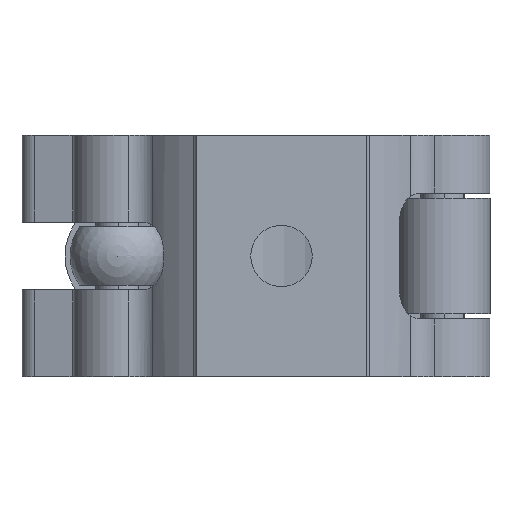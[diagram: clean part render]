
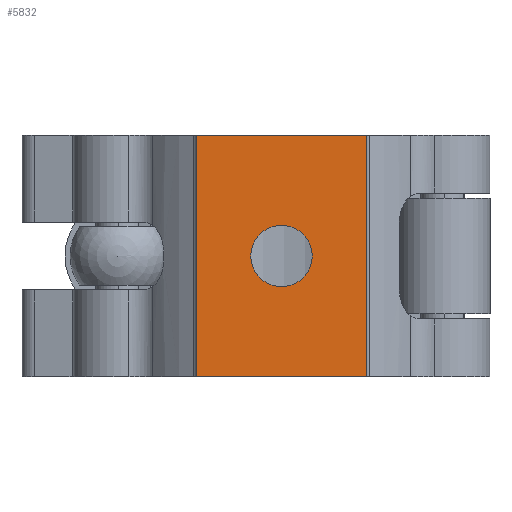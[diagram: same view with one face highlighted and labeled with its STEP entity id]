
A CAD part, front view. The second image highlights one B-rep face of the part: STEP entity #5832.
In plain terms, the highlighted planar face has unit normal (0, -1, 0).
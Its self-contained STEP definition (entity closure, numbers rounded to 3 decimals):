
#5 = LINE ( 'NONE', #7038, #5326 ) ;
#105 = CARTESIAN_POINT ( 'NONE',  ( -17.625, 0., 24.95 ) ) ;
#229 = EDGE_CURVE ( 'NONE', #6191, #5444, #3066, .T. ) ;
#231 = DIRECTION ( 'NONE',  ( 0., 0., -1. ) ) ;
#283 = DIRECTION ( 'NONE',  ( 1., 0., 0. ) ) ;
#584 = DIRECTION ( 'NONE',  ( 0., 0., -1. ) ) ;
#714 = ORIENTED_EDGE ( 'NONE', *, *, #6402, .T. ) ;
#750 = CARTESIAN_POINT ( 'NONE',  ( -17.625, 0., -24.95 ) ) ;
#753 = ORIENTED_EDGE ( 'NONE', *, *, #3465, .T. ) ;
#775 = VECTOR ( 'NONE', #283, 1000. ) ;
#1035 = CIRCLE ( 'NONE', #5697, 6.35 ) ;
#1115 = DIRECTION ( 'NONE',  ( 0., 0., 1. ) ) ;
#1370 = ORIENTED_EDGE ( 'NONE', *, *, #229, .F. ) ;
#1622 = VERTEX_POINT ( 'NONE', #6985 ) ;
#2489 = EDGE_CURVE ( 'NONE', #5543, #6731, #5765, .T. ) ;
#2571 = CARTESIAN_POINT ( 'NONE',  ( -17.625, 0., 24.95 ) ) ;
#2652 = CARTESIAN_POINT ( 'NONE',  ( 17.625, 0., 24.95 ) ) ;
#2685 = VECTOR ( 'NONE', #231, 1000. ) ;
#2795 = PLANE ( 'NONE',  #5380 ) ;
#3066 = LINE ( 'NONE', #6044, #6420 ) ;
#3166 = DIRECTION ( 'NONE',  ( 0., 0., 1. ) ) ;
#3242 = FACE_OUTER_BOUND ( 'NONE', #4044, .T. ) ;
#3299 = CARTESIAN_POINT ( 'NONE',  ( -17.625, 0., 24.95 ) ) ;
#3465 = EDGE_CURVE ( 'NONE', #5595, #1622, #1035, .T. ) ;
#3674 = FACE_BOUND ( 'NONE', #3860, .T. ) ;
#3675 = CARTESIAN_POINT ( 'NONE',  ( 0., 0., 0. ) ) ;
#3714 = CIRCLE ( 'NONE', #5025, 6.35 ) ;
#3860 = EDGE_LOOP ( 'NONE', ( #753, #714 ) ) ;
#3865 = DIRECTION ( 'NONE',  ( 0., 0., 1. ) ) ;
#3948 = LINE ( 'NONE', #2571, #775 ) ;
#4044 = EDGE_LOOP ( 'NONE', ( #5038, #1370, #4568, #5370 ) ) ;
#4178 = DIRECTION ( 'NONE',  ( 0., 1., 0. ) ) ;
#4238 = EDGE_CURVE ( 'NONE', #5543, #6191, #3948, .T. ) ;
#4568 = ORIENTED_EDGE ( 'NONE', *, *, #4238, .F. ) ;
#4783 = DIRECTION ( 'NONE',  ( 1., 0., 0. ) ) ;
#5025 = AXIS2_PLACEMENT_3D ( 'NONE', #3675, #4178, #3166 ) ;
#5038 = ORIENTED_EDGE ( 'NONE', *, *, #6277, .T. ) ;
#5326 = VECTOR ( 'NONE', #4783, 1000. ) ;
#5370 = ORIENTED_EDGE ( 'NONE', *, *, #2489, .T. ) ;
#5380 = AXIS2_PLACEMENT_3D ( 'NONE', #105, #6625, #1115 ) ;
#5444 = VERTEX_POINT ( 'NONE', #6129 ) ;
#5543 = VERTEX_POINT ( 'NONE', #3299 ) ;
#5595 = VERTEX_POINT ( 'NONE', #6651 ) ;
#5697 = AXIS2_PLACEMENT_3D ( 'NONE', #6549, #6029, #3865 ) ;
#5724 = CARTESIAN_POINT ( 'NONE',  ( -17.625, 0., 24.95 ) ) ;
#5765 = LINE ( 'NONE', #5724, #2685 ) ;
#5832 = ADVANCED_FACE ( 'NONE', ( #3674, #3242 ), #2795, .F. ) ;
#6029 = DIRECTION ( 'NONE',  ( 0., 1., 0. ) ) ;
#6044 = CARTESIAN_POINT ( 'NONE',  ( 17.625, 0., 24.95 ) ) ;
#6129 = CARTESIAN_POINT ( 'NONE',  ( 17.625, 0., -24.95 ) ) ;
#6191 = VERTEX_POINT ( 'NONE', #2652 ) ;
#6277 = EDGE_CURVE ( 'NONE', #6731, #5444, #5, .T. ) ;
#6402 = EDGE_CURVE ( 'NONE', #1622, #5595, #3714, .T. ) ;
#6420 = VECTOR ( 'NONE', #584, 1000. ) ;
#6549 = CARTESIAN_POINT ( 'NONE',  ( 0., 0., 0. ) ) ;
#6625 = DIRECTION ( 'NONE',  ( 0., 1., 0. ) ) ;
#6651 = CARTESIAN_POINT ( 'NONE',  ( 0., 0., -6.35 ) ) ;
#6731 = VERTEX_POINT ( 'NONE', #750 ) ;
#6985 = CARTESIAN_POINT ( 'NONE',  ( 0., 0., 6.35 ) ) ;
#7038 = CARTESIAN_POINT ( 'NONE',  ( -17.625, 0., -24.95 ) ) ;
